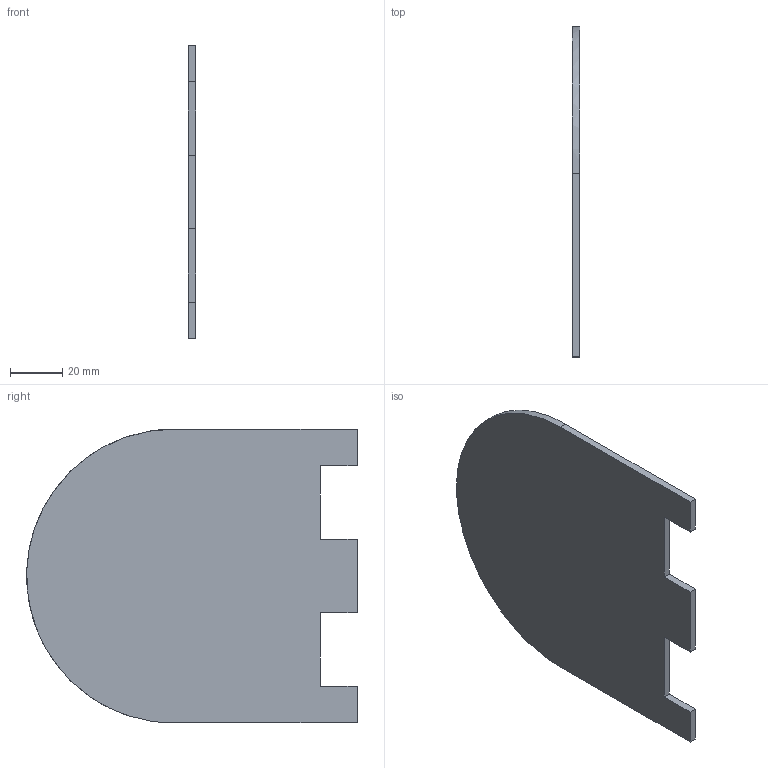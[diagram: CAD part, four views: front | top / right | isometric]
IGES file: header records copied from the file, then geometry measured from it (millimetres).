
Global section: file name: Laser cutter test part v3; native system: unknown; preprocessor: unknown; author: unknown; organization: unknown; date: 20170704.163239; units: millimetre
Bounding box: 2.8 x 125.95 x 112 mm (x, y, z)
Volume: 33575.3 mm3; surface area: 25319.7 mm2
Topology: 1 solids, 1 shells, 14 faces, 36 edges, 24 vertices
Faces by surface type: bspline 14
